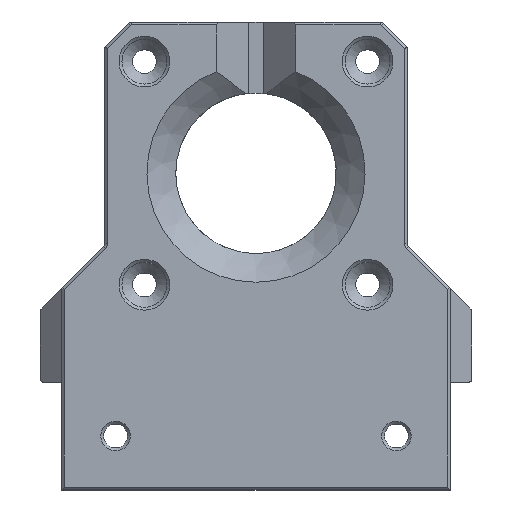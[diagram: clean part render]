
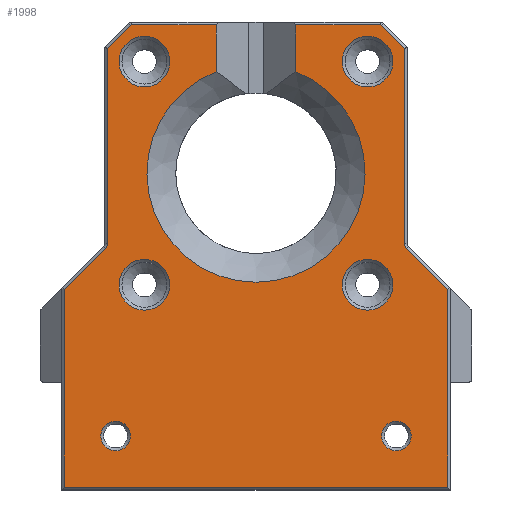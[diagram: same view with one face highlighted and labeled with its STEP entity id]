
A CAD part, top view. The second image highlights one B-rep face of the part: STEP entity #1998.
In plain terms, the highlighted planar face has unit normal (0, 0, 1).
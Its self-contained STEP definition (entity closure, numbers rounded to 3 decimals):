
#80=FACE_BOUND('',#319,.T.);
#81=FACE_BOUND('',#320,.T.);
#82=FACE_BOUND('',#321,.T.);
#83=FACE_BOUND('',#322,.T.);
#84=FACE_BOUND('',#323,.T.);
#85=FACE_BOUND('',#324,.T.);
#135=PLANE('',#2155);
#187=FACE_OUTER_BOUND('',#318,.T.);
#318=EDGE_LOOP('',(#1414,#1415,#1416,#1417,#1418,#1419,#1420,#1421,#1422,
#1423,#1424,#1425,#1426,#1427,#1428,#1429,#1430,#1431,#1432,#1433));
#319=EDGE_LOOP('',(#1434));
#320=EDGE_LOOP('',(#1435));
#321=EDGE_LOOP('',(#1436));
#322=EDGE_LOOP('',(#1437));
#323=EDGE_LOOP('',(#1438));
#324=EDGE_LOOP('',(#1439));
#467=LINE('',#3133,#638);
#468=LINE('',#3137,#639);
#469=LINE('',#3141,#640);
#470=LINE('',#3145,#641);
#471=LINE('',#3147,#642);
#472=LINE('',#3149,#643);
#473=LINE('',#3151,#644);
#474=LINE('',#3153,#645);
#475=LINE('',#3157,#646);
#476=LINE('',#3161,#647);
#477=LINE('',#3165,#648);
#478=LINE('',#3167,#649);
#479=LINE('',#3170,#650);
#638=VECTOR('',#2450,10.);
#639=VECTOR('',#2453,10.);
#640=VECTOR('',#2456,10.);
#641=VECTOR('',#2459,10.);
#642=VECTOR('',#2460,10.);
#643=VECTOR('',#2461,10.);
#644=VECTOR('',#2462,10.);
#645=VECTOR('',#2463,10.);
#646=VECTOR('',#2466,10.);
#647=VECTOR('',#2469,10.);
#648=VECTOR('',#2472,10.);
#649=VECTOR('',#2473,10.);
#650=VECTOR('',#2476,10.);
#801=CIRCLE('',#2153,2.05);
#803=CIRCLE('',#2156,0.1);
#804=CIRCLE('',#2157,0.1);
#805=CIRCLE('',#2158,0.9);
#806=CIRCLE('',#2159,0.9);
#807=CIRCLE('',#2160,0.1);
#808=CIRCLE('',#2161,0.1);
#809=CIRCLE('',#2162,15.15);
#810=CIRCLE('',#2163,2.05);
#811=CIRCLE('',#2164,3.525);
#812=CIRCLE('',#2165,3.525);
#813=CIRCLE('',#2166,3.525);
#814=CIRCLE('',#2167,3.525);
#905=VERTEX_POINT('',#3125);
#907=VERTEX_POINT('',#3131);
#908=VERTEX_POINT('',#3132);
#909=VERTEX_POINT('',#3134);
#910=VERTEX_POINT('',#3136);
#911=VERTEX_POINT('',#3138);
#912=VERTEX_POINT('',#3140);
#913=VERTEX_POINT('',#3142);
#914=VERTEX_POINT('',#3144);
#915=VERTEX_POINT('',#3146);
#916=VERTEX_POINT('',#3148);
#917=VERTEX_POINT('',#3150);
#918=VERTEX_POINT('',#3152);
#919=VERTEX_POINT('',#3154);
#920=VERTEX_POINT('',#3156);
#921=VERTEX_POINT('',#3158);
#922=VERTEX_POINT('',#3160);
#923=VERTEX_POINT('',#3162);
#924=VERTEX_POINT('',#3164);
#925=VERTEX_POINT('',#3166);
#926=VERTEX_POINT('',#3168);
#927=VERTEX_POINT('',#3171);
#928=VERTEX_POINT('',#3173);
#929=VERTEX_POINT('',#3175);
#930=VERTEX_POINT('',#3177);
#931=VERTEX_POINT('',#3179);
#1091=EDGE_CURVE('',#905,#905,#801,.T.);
#1094=EDGE_CURVE('',#907,#908,#467,.T.);
#1095=EDGE_CURVE('',#909,#907,#803,.T.);
#1096=EDGE_CURVE('',#910,#909,#468,.T.);
#1097=EDGE_CURVE('',#911,#910,#804,.T.);
#1098=EDGE_CURVE('',#912,#911,#469,.T.);
#1099=EDGE_CURVE('',#913,#912,#805,.T.);
#1100=EDGE_CURVE('',#914,#913,#470,.T.);
#1101=EDGE_CURVE('',#915,#914,#471,.T.);
#1102=EDGE_CURVE('',#916,#915,#472,.T.);
#1103=EDGE_CURVE('',#917,#916,#473,.T.);
#1104=EDGE_CURVE('',#918,#917,#474,.T.);
#1105=EDGE_CURVE('',#919,#918,#806,.T.);
#1106=EDGE_CURVE('',#920,#919,#475,.T.);
#1107=EDGE_CURVE('',#921,#920,#807,.T.);
#1108=EDGE_CURVE('',#922,#921,#476,.T.);
#1109=EDGE_CURVE('',#923,#922,#808,.T.);
#1110=EDGE_CURVE('',#924,#923,#477,.T.);
#1111=EDGE_CURVE('',#924,#925,#478,.T.);
#1112=EDGE_CURVE('',#926,#925,#809,.T.);
#1113=EDGE_CURVE('',#926,#908,#479,.T.);
#1114=EDGE_CURVE('',#927,#927,#810,.T.);
#1115=EDGE_CURVE('',#928,#928,#811,.T.);
#1116=EDGE_CURVE('',#929,#929,#812,.T.);
#1117=EDGE_CURVE('',#930,#930,#813,.T.);
#1118=EDGE_CURVE('',#931,#931,#814,.T.);
#1414=ORIENTED_EDGE('',*,*,#1094,.F.);
#1415=ORIENTED_EDGE('',*,*,#1095,.F.);
#1416=ORIENTED_EDGE('',*,*,#1096,.F.);
#1417=ORIENTED_EDGE('',*,*,#1097,.F.);
#1418=ORIENTED_EDGE('',*,*,#1098,.F.);
#1419=ORIENTED_EDGE('',*,*,#1099,.F.);
#1420=ORIENTED_EDGE('',*,*,#1100,.F.);
#1421=ORIENTED_EDGE('',*,*,#1101,.F.);
#1422=ORIENTED_EDGE('',*,*,#1102,.F.);
#1423=ORIENTED_EDGE('',*,*,#1103,.F.);
#1424=ORIENTED_EDGE('',*,*,#1104,.F.);
#1425=ORIENTED_EDGE('',*,*,#1105,.F.);
#1426=ORIENTED_EDGE('',*,*,#1106,.F.);
#1427=ORIENTED_EDGE('',*,*,#1107,.F.);
#1428=ORIENTED_EDGE('',*,*,#1108,.F.);
#1429=ORIENTED_EDGE('',*,*,#1109,.F.);
#1430=ORIENTED_EDGE('',*,*,#1110,.F.);
#1431=ORIENTED_EDGE('',*,*,#1111,.T.);
#1432=ORIENTED_EDGE('',*,*,#1112,.F.);
#1433=ORIENTED_EDGE('',*,*,#1113,.T.);
#1434=ORIENTED_EDGE('',*,*,#1114,.F.);
#1435=ORIENTED_EDGE('',*,*,#1115,.F.);
#1436=ORIENTED_EDGE('',*,*,#1116,.F.);
#1437=ORIENTED_EDGE('',*,*,#1117,.F.);
#1438=ORIENTED_EDGE('',*,*,#1118,.F.);
#1439=ORIENTED_EDGE('',*,*,#1091,.F.);
#1998=ADVANCED_FACE('',(#187,#80,#81,#82,#83,#84,#85),#135,.T.);
#2153=AXIS2_PLACEMENT_3D('',#3126,#2443,#2444);
#2155=AXIS2_PLACEMENT_3D('',#3130,#2448,#2449);
#2156=AXIS2_PLACEMENT_3D('',#3135,#2451,#2452);
#2157=AXIS2_PLACEMENT_3D('',#3139,#2454,#2455);
#2158=AXIS2_PLACEMENT_3D('',#3143,#2457,#2458);
#2159=AXIS2_PLACEMENT_3D('',#3155,#2464,#2465);
#2160=AXIS2_PLACEMENT_3D('',#3159,#2467,#2468);
#2161=AXIS2_PLACEMENT_3D('',#3163,#2470,#2471);
#2162=AXIS2_PLACEMENT_3D('',#3169,#2474,#2475);
#2163=AXIS2_PLACEMENT_3D('',#3172,#2477,#2478);
#2164=AXIS2_PLACEMENT_3D('',#3174,#2479,#2480);
#2165=AXIS2_PLACEMENT_3D('',#3176,#2481,#2482);
#2166=AXIS2_PLACEMENT_3D('',#3178,#2483,#2484);
#2167=AXIS2_PLACEMENT_3D('',#3180,#2485,#2486);
#2443=DIRECTION('center_axis',(0.,0.,1.));
#2444=DIRECTION('ref_axis',(1.,0.,0.));
#2448=DIRECTION('center_axis',(0.,0.,1.));
#2449=DIRECTION('ref_axis',(1.,0.,0.));
#2450=DIRECTION('',(1.,0.,0.));
#2451=DIRECTION('center_axis',(0.,0.,-1.));
#2452=DIRECTION('ref_axis',(-0.383,0.924,0.));
#2453=DIRECTION('',(0.707,0.707,0.));
#2454=DIRECTION('center_axis',(0.,0.,-1.));
#2455=DIRECTION('ref_axis',(-0.924,0.383,0.));
#2456=DIRECTION('',(0.,1.,0.));
#2457=DIRECTION('center_axis',(0.,0.,1.));
#2458=DIRECTION('ref_axis',(0.924,-0.383,0.));
#2459=DIRECTION('',(0.707,0.707,0.));
#2460=DIRECTION('',(0.,1.,0.));
#2461=DIRECTION('',(-1.,0.,0.));
#2462=DIRECTION('',(0.,-1.,0.));
#2463=DIRECTION('',(0.707,-0.707,0.));
#2464=DIRECTION('center_axis',(0.,0.,1.));
#2465=DIRECTION('ref_axis',(-0.924,-0.383,0.));
#2466=DIRECTION('',(0.,-1.,0.));
#2467=DIRECTION('center_axis',(0.,0.,-1.));
#2468=DIRECTION('ref_axis',(0.924,0.383,0.));
#2469=DIRECTION('',(0.707,-0.707,0.));
#2470=DIRECTION('center_axis',(0.,0.,-1.));
#2471=DIRECTION('ref_axis',(0.383,0.924,0.));
#2472=DIRECTION('',(1.,0.,0.));
#2473=DIRECTION('',(0.,-1.,0.));
#2474=DIRECTION('center_axis',(0.,0.,1.));
#2475=DIRECTION('ref_axis',(1.,0.,0.));
#2476=DIRECTION('',(0.,1.,0.));
#2477=DIRECTION('center_axis',(0.,0.,1.));
#2478=DIRECTION('ref_axis',(1.,0.,0.));
#2479=DIRECTION('center_axis',(0.,0.,1.));
#2480=DIRECTION('ref_axis',(1.,0.,0.));
#2481=DIRECTION('center_axis',(0.,0.,1.));
#2482=DIRECTION('ref_axis',(1.,0.,0.));
#2483=DIRECTION('center_axis',(0.,0.,1.));
#2484=DIRECTION('ref_axis',(1.,0.,0.));
#2485=DIRECTION('center_axis',(0.,0.,1.));
#2486=DIRECTION('ref_axis',(1.,0.,0.));
#3125=CARTESIAN_POINT('',(-21.55,-36.5,3.5));
#3126=CARTESIAN_POINT('Origin',(-19.5,-36.5,3.5));
#3130=CARTESIAN_POINT('Origin',(0.,-11.5,
3.5));
#3131=CARTESIAN_POINT('',(-17.293,20.6,3.5));
#3132=CARTESIAN_POINT('',(-5.5,20.6,3.5));
#3133=CARTESIAN_POINT('',(8.75,20.6,3.5));
#3134=CARTESIAN_POINT('',(-17.364,20.571,3.5));
#3135=CARTESIAN_POINT('Origin',(-17.293,20.5,3.5));
#3136=CARTESIAN_POINT('',(-20.571,17.364,3.5));
#3137=CARTESIAN_POINT('',(-20.967,16.967,3.5));
#3138=CARTESIAN_POINT('',(-20.6,17.293,3.5));
#3139=CARTESIAN_POINT('Origin',(-20.5,17.293,3.5));
#3140=CARTESIAN_POINT('',(-20.6,-9.793,3.5));
#3141=CARTESIAN_POINT('',(-20.6,3.,3.5));
#3142=CARTESIAN_POINT('',(-20.864,-10.429,3.5));
#3143=CARTESIAN_POINT('Origin',(-21.5,-9.793,3.5));
#3144=CARTESIAN_POINT('',(-26.6,-16.166,3.5));
#3145=CARTESIAN_POINT('',(-15.842,-5.408,3.5));
#3146=CARTESIAN_POINT('',(-26.6,-43.6,3.5));
#3147=CARTESIAN_POINT('',(-26.6,-13.75,3.5));
#3148=CARTESIAN_POINT('',(26.6,-43.6,3.5));
#3149=CARTESIAN_POINT('',(-13.5,-43.6,3.5));
#3150=CARTESIAN_POINT('',(26.6,-16.166,3.5));
#3151=CARTESIAN_POINT('',(26.6,-27.75,3.5));
#3152=CARTESIAN_POINT('',(20.864,-10.429,3.5));
#3153=CARTESIAN_POINT('',(18.842,-8.408,3.5));
#3154=CARTESIAN_POINT('',(20.6,-9.793,3.5));
#3155=CARTESIAN_POINT('Origin',(21.5,-9.793,3.5));
#3156=CARTESIAN_POINT('',(20.6,17.293,3.5));
#3157=CARTESIAN_POINT('',(20.6,-10.75,3.5));
#3158=CARTESIAN_POINT('',(20.571,17.364,3.5));
#3159=CARTESIAN_POINT('Origin',(20.5,17.293,3.5));
#3160=CARTESIAN_POINT('',(17.364,20.571,3.5));
#3161=CARTESIAN_POINT('',(22.717,15.217,3.5));
#3162=CARTESIAN_POINT('',(17.293,20.6,3.5));
#3163=CARTESIAN_POINT('Origin',(17.293,20.5,3.5));
#3164=CARTESIAN_POINT('',(5.5,20.6,3.5));
#3165=CARTESIAN_POINT('',(8.75,20.6,3.5));
#3166=CARTESIAN_POINT('',(5.5,14.116,3.5));
#3167=CARTESIAN_POINT('',(5.5,4.75,3.5));
#3168=CARTESIAN_POINT('',(-5.5,14.116,3.5));
#3169=CARTESIAN_POINT('Origin',(0.,0.,3.5));
#3170=CARTESIAN_POINT('',(-5.5,4.75,3.5));
#3171=CARTESIAN_POINT('',(17.45,-36.5,3.5));
#3172=CARTESIAN_POINT('Origin',(19.5,-36.5,3.5));
#3173=CARTESIAN_POINT('',(-19.025,15.5,3.5));
#3174=CARTESIAN_POINT('Origin',(-15.5,15.5,3.5));
#3175=CARTESIAN_POINT('',(11.975,-15.5,3.5));
#3176=CARTESIAN_POINT('Origin',(15.5,-15.5,3.5));
#3177=CARTESIAN_POINT('',(11.975,15.5,3.5));
#3178=CARTESIAN_POINT('Origin',(15.5,15.5,3.5));
#3179=CARTESIAN_POINT('',(-19.025,-15.5,3.5));
#3180=CARTESIAN_POINT('Origin',(-15.5,-15.5,3.5));
